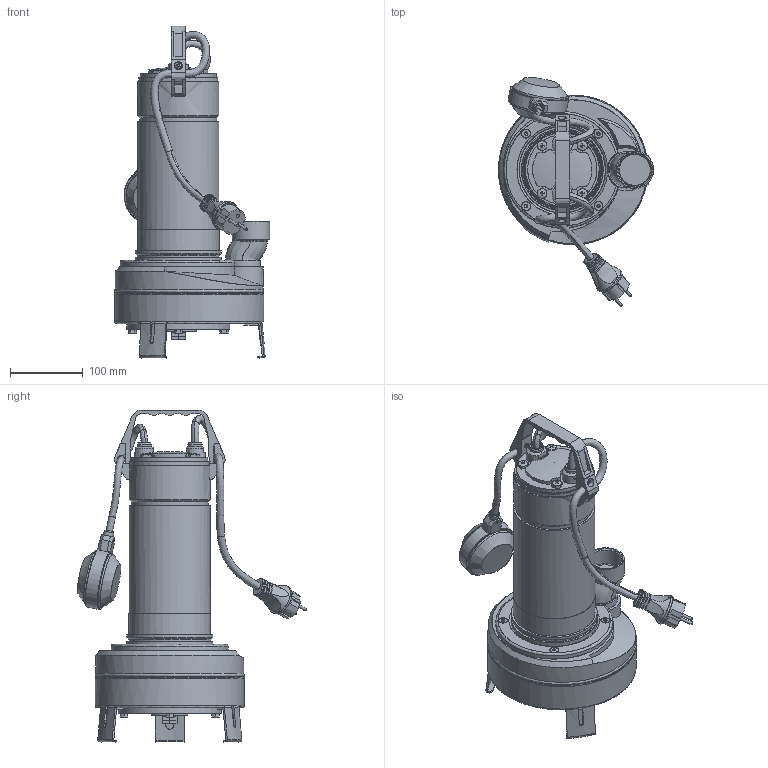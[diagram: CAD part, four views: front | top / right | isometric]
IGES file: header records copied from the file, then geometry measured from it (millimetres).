
Global section: file name: 4_93_490_04_REV00.igs; native system: THINKDESIGN 2014.1.117; preprocessor: PDElib Version v7.2, created Mon 12/30/2013  1:07:09.33; date: 20141110.143517; units: millimetre
Bounding box: 213.75 x 315.18 x 457.38 mm (x, y, z)
Surface area: 470793 mm2 (no closed solid volume)
Topology: 0 solids, 0 shells, 1135 faces, 6306 edges, 6018 vertices
Faces by surface type: bspline 675, extrusion 234, revolution 226
